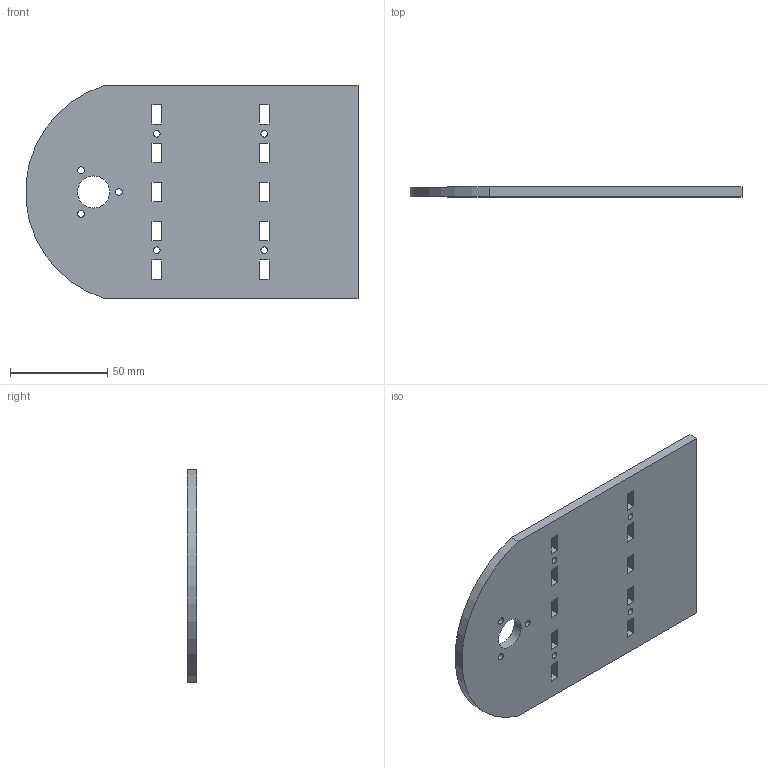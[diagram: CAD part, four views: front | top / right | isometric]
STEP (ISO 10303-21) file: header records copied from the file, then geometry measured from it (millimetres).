
FILE_DESCRIPTION(('CATIA V5 STEP Exchange'),'2;1');
FILE_NAME('balancedBot_side1.stp','2021-08-09T09:33:32+00:00',('none'),('none'),'CATIA Version 5 Release 20 GA (IN-10)','CATIA V5 STEP AP203','none');
FILE_SCHEMA(('CONFIG_CONTROL_DESIGN'));
Length unit declared in the file: millimetre
Products named in the file (1): Part3
Bounding box: 170.94 x 5 x 110 mm (x, y, z)
Volume: 84254.5 mm3; surface area: 38432.3 mm2
Topology: 1 solids, 1 shells, 62 faces, 180 edges, 120 vertices
Faces by surface type: plane 45, cylinder 17
Entity records: 1948 total; most frequent: ORIENTED_EDGE 360, CARTESIAN_POINT 329, DIRECTION 236, EDGE_CURVE 180, VECTOR 146, LINE 146, VERTEX_POINT 120, EDGE_LOOP 98
